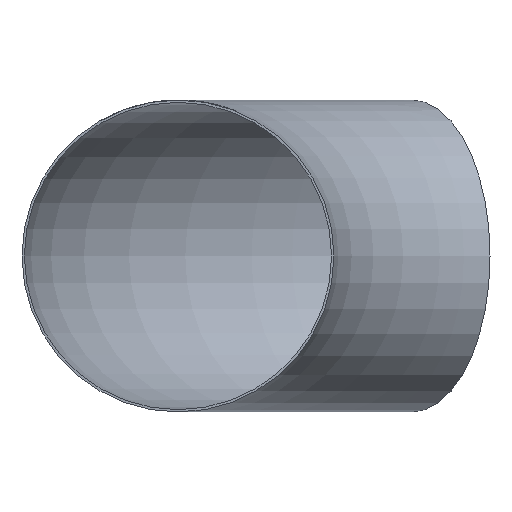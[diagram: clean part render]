
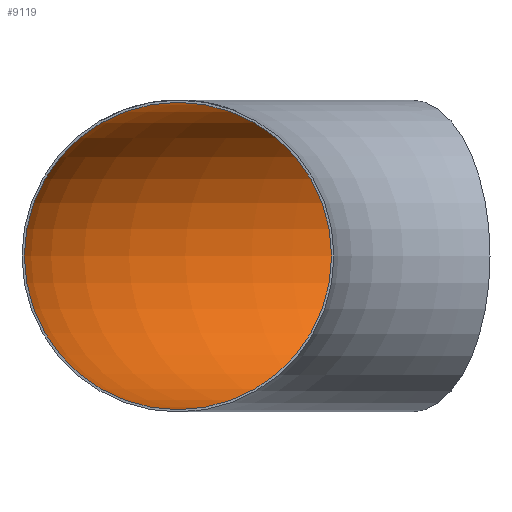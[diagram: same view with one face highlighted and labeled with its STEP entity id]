
A CAD part, front view. The second image highlights one B-rep face of the part: STEP entity #9119.
In plain terms, the highlighted toroidal (fillet/blend) face has major radius 610 mm and minor radius 200.2 mm.
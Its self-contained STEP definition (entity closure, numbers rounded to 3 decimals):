
#2706 = CARTESIAN_POINT ( 'NONE',  ( -610., 0., 200.2 ) ) ;
#4635 = CARTESIAN_POINT ( 'NONE',  ( 0., 0., 0. ) ) ;
#5358 = AXIS2_PLACEMENT_3D ( 'NONE', #9659, #31902, #22029 ) ;
#7933 = DIRECTION ( 'NONE',  ( -1., 0., 0. ) ) ;
#9119 = ADVANCED_FACE ( 'NONE', ( #17442, #35930 ), #35420, .F. ) ;
#9316 = EDGE_LOOP ( 'NONE', ( #35966 ) ) ;
#9506 = ORIENTED_EDGE ( 'NONE', *, *, #19581, .T. ) ;
#9659 = CARTESIAN_POINT ( 'NONE',  ( -305., 528.275, 0. ) ) ;
#10747 = DIRECTION ( 'NONE',  ( 0., 0., 1. ) ) ;
#12511 = CIRCLE ( 'NONE', #35475, 200.2 ) ;
#13236 = EDGE_LOOP ( 'NONE', ( #9506 ) ) ;
#14051 = EDGE_CURVE ( 'NONE', #18603, #18603, #12511, .T. ) ;
#17442 = FACE_OUTER_BOUND ( 'NONE', #13236, .T. ) ;
#17569 = CARTESIAN_POINT ( 'NONE',  ( -610., 0., 0. ) ) ;
#17715 = AXIS2_PLACEMENT_3D ( 'NONE', #4635, #29566, #7933 ) ;
#18603 = VERTEX_POINT ( 'NONE', #2706 ) ;
#19581 = EDGE_CURVE ( 'NONE', #21452, #21452, #21799, .T. ) ;
#21452 = VERTEX_POINT ( 'NONE', #27845 ) ;
#21799 = CIRCLE ( 'NONE', #5358, 200.2 ) ;
#22029 = DIRECTION ( 'NONE',  ( -0.5, 0.866, 0. ) ) ;
#26393 = DIRECTION ( 'NONE',  ( 0., 1., 0. ) ) ;
#27845 = CARTESIAN_POINT ( 'NONE',  ( -405.1, 701.654, 0. ) ) ;
#29566 = DIRECTION ( 'NONE',  ( 0., 0., -1. ) ) ;
#31902 = DIRECTION ( 'NONE',  ( 0.866, 0.5, 0. ) ) ;
#35420 = TOROIDAL_SURFACE ( 'NONE', #17715, 610., 200.2 ) ;
#35475 = AXIS2_PLACEMENT_3D ( 'NONE', #17569, #26393, #10747 ) ;
#35930 = FACE_OUTER_BOUND ( 'NONE', #9316, .T. ) ;
#35966 = ORIENTED_EDGE ( 'NONE', *, *, #14051, .F. ) ;
